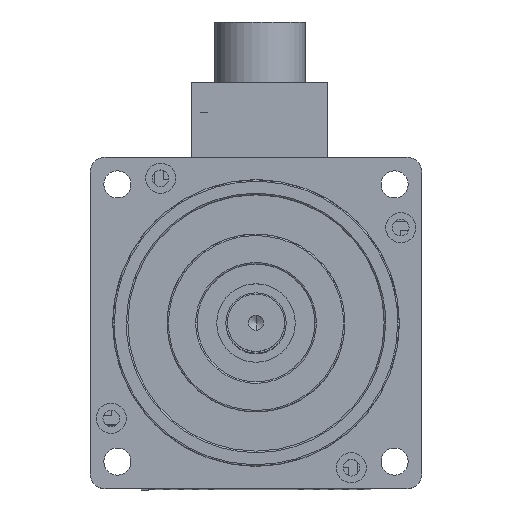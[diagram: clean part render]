
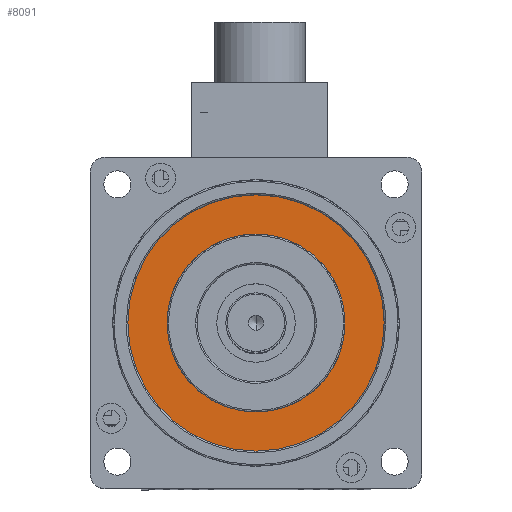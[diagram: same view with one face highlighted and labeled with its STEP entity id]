
A CAD part, top view. The second image highlights one B-rep face of the part: STEP entity #8091.
In plain terms, the highlighted planar face has unit normal (0, 0, 1).
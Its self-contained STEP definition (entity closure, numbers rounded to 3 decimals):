
#290 = FACE_OUTER_BOUND ( 'NONE', #14062, .T. ) ;
#338 = DIRECTION ( 'NONE',  ( -1., 0., 0. ) ) ;
#834 = DIRECTION ( 'NONE',  ( -1., 0., 0. ) ) ;
#1524 = AXIS2_PLACEMENT_3D ( 'NONE', #16183, #2894, #6495 ) ;
#1797 = EDGE_LOOP ( 'NONE', ( #23729, #17156 ) ) ;
#2214 = CARTESIAN_POINT ( 'NONE',  ( 11.51, -1.169, 199.4 ) ) ;
#2387 = DIRECTION ( 'NONE',  ( 0., -1., 0. ) ) ;
#2444 = EDGE_CURVE ( 'NONE', #9193, #7574, #8344, .T. ) ;
#2894 = DIRECTION ( 'NONE',  ( 0., 0., 1. ) ) ;
#2936 = DIRECTION ( 'NONE',  ( 0., 0., 1. ) ) ;
#5096 = VERTEX_POINT ( 'NONE', #19609 ) ;
#5530 = EDGE_CURVE ( 'NONE', #5096, #22931, #16552, .T. ) ;
#6048 = AXIS2_PLACEMENT_3D ( 'NONE', #2214, #9782, #338 ) ;
#6060 = CARTESIAN_POINT ( 'NONE',  ( 11.51, -1.169, 199.4 ) ) ;
#6419 = EDGE_CURVE ( 'NONE', #22931, #5096, #23288, .T. ) ;
#6495 = DIRECTION ( 'NONE',  ( -1., 0., 0. ) ) ;
#7574 = VERTEX_POINT ( 'NONE', #19295 ) ;
#8091 = ADVANCED_FACE ( 'NONE', ( #290, #21356 ), #17652, .F. ) ;
#8344 = CIRCLE ( 'NONE', #14295, 29.5 ) ;
#9193 = VERTEX_POINT ( 'NONE', #19634 ) ;
#9782 = DIRECTION ( 'NONE',  ( 0., 0., 1. ) ) ;
#10214 = AXIS2_PLACEMENT_3D ( 'NONE', #6060, #17959, #834 ) ;
#10219 = DIRECTION ( 'NONE',  ( 0., 0., -1. ) ) ;
#11199 = AXIS2_PLACEMENT_3D ( 'NONE', #19269, #10219, #2387 ) ;
#13999 = CARTESIAN_POINT ( 'NONE',  ( 11.51, -1.169, 199.4 ) ) ;
#14062 = EDGE_LOOP ( 'NONE', ( #14336, #20886 ) ) ;
#14295 = AXIS2_PLACEMENT_3D ( 'NONE', #13999, #2936, #23518 ) ;
#14336 = ORIENTED_EDGE ( 'NONE', *, *, #6419, .T. ) ;
#16183 = CARTESIAN_POINT ( 'NONE',  ( 11.51, -1.169, 199.4 ) ) ;
#16552 = CIRCLE ( 'NONE', #10214, 42.5 ) ;
#17021 = CARTESIAN_POINT ( 'NONE',  ( -30.99, -1.169, 199.4 ) ) ;
#17156 = ORIENTED_EDGE ( 'NONE', *, *, #19331, .F. ) ;
#17652 = PLANE ( 'NONE',  #11199 ) ;
#17959 = DIRECTION ( 'NONE',  ( 0., 0., 1. ) ) ;
#19125 = CIRCLE ( 'NONE', #6048, 29.5 ) ;
#19269 = CARTESIAN_POINT ( 'NONE',  ( -38.49, 48.831, 199.4 ) ) ;
#19295 = CARTESIAN_POINT ( 'NONE',  ( 41.01, -1.169, 199.4 ) ) ;
#19331 = EDGE_CURVE ( 'NONE', #7574, #9193, #19125, .T. ) ;
#19609 = CARTESIAN_POINT ( 'NONE',  ( 54.01, -1.169, 199.4 ) ) ;
#19634 = CARTESIAN_POINT ( 'NONE',  ( -17.99, -1.169, 199.4 ) ) ;
#20886 = ORIENTED_EDGE ( 'NONE', *, *, #5530, .T. ) ;
#21356 = FACE_BOUND ( 'NONE', #1797, .T. ) ;
#22931 = VERTEX_POINT ( 'NONE', #17021 ) ;
#23288 = CIRCLE ( 'NONE', #1524, 42.5 ) ;
#23518 = DIRECTION ( 'NONE',  ( -1., 0., 0. ) ) ;
#23729 = ORIENTED_EDGE ( 'NONE', *, *, #2444, .F. ) ;
